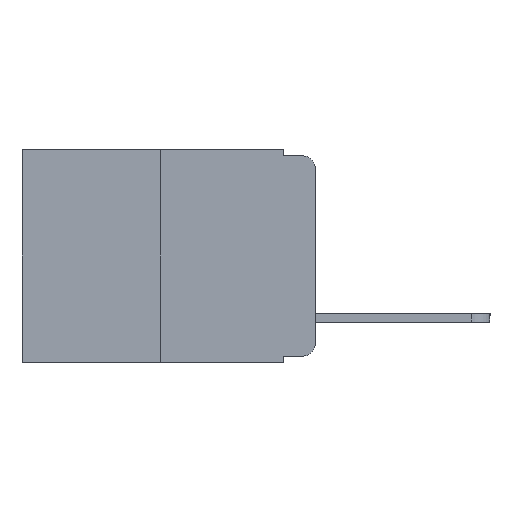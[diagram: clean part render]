
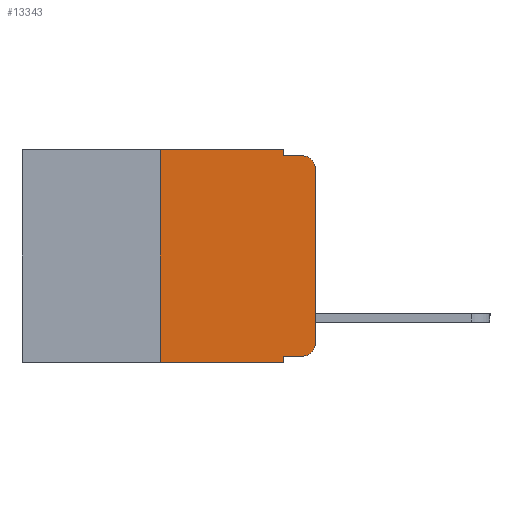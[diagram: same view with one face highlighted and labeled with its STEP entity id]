
A CAD part, left-side view. The second image highlights one B-rep face of the part: STEP entity #13343.
In plain terms, the highlighted planar face has unit normal (-1, 0, 0).
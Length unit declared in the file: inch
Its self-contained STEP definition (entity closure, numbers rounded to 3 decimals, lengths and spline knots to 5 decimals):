
#116 = DIRECTION ( 'NONE',  ( 0., -1., 0. ) ) ;
#207 = VERTEX_POINT ( 'NONE', #10689 ) ;
#230 = CARTESIAN_POINT ( 'NONE',  ( 0., 0., 0. ) ) ;
#489 = DIRECTION ( 'NONE',  ( 0., 0., -1. ) ) ;
#579 = VECTOR ( 'NONE', #12375, 39.37008 ) ;
#701 = VERTEX_POINT ( 'NONE', #5726 ) ;
#1232 = CARTESIAN_POINT ( 'NONE',  ( 0., 0.051, 0. ) ) ;
#1429 = DIRECTION ( 'NONE',  ( 1., 0., 0. ) ) ;
#1849 = CARTESIAN_POINT ( 'NONE',  ( 0., 0.25, 0. ) ) ;
#1943 = EDGE_CURVE ( 'NONE', #5229, #8492, #3909, .T. ) ;
#2066 = CARTESIAN_POINT ( 'NONE',  ( 0., 0.02, -0.333 ) ) ;
#2124 = LINE ( 'NONE', #1232, #13951 ) ;
#2405 = DIRECTION ( 'NONE',  ( 0., 0., 1. ) ) ;
#2538 = DIRECTION ( 'NONE',  ( -1., 0., 0. ) ) ;
#2574 = CARTESIAN_POINT ( 'NONE',  ( 0., 0.02, -0.03 ) ) ;
#2602 = DIRECTION ( 'NONE',  ( 0., 0., -1. ) ) ;
#2773 = VECTOR ( 'NONE', #2405, 39.37008 ) ;
#2942 = DIRECTION ( 'NONE',  ( 0., -1., 0. ) ) ;
#3044 = DIRECTION ( 'NONE',  ( -1., 0., 0. ) ) ;
#3318 = VERTEX_POINT ( 'NONE', #2066 ) ;
#3860 = ORIENTED_EDGE ( 'NONE', *, *, #1943, .F. ) ;
#3909 = LINE ( 'NONE', #7863, #12753 ) ;
#3964 = VERTEX_POINT ( 'NONE', #10174 ) ;
#4204 = ORIENTED_EDGE ( 'NONE', *, *, #7025, .F. ) ;
#4490 = CIRCLE ( 'NONE', #12360, 0.02 ) ;
#4522 = LINE ( 'NONE', #9063, #9744 ) ;
#5229 = VERTEX_POINT ( 'NONE', #13973 ) ;
#5325 = CARTESIAN_POINT ( 'NONE',  ( 0., 0., -0.313 ) ) ;
#5330 = LINE ( 'NONE', #8531, #10860 ) ;
#5603 = EDGE_LOOP ( 'NONE', ( #6313, #9491, #12699, #4204, #3860, #6968, #13508, #7633, #10569, #13885 ) ) ;
#5726 = CARTESIAN_POINT ( 'NONE',  ( 0., 0., -0.03 ) ) ;
#5743 = VERTEX_POINT ( 'NONE', #15074 ) ;
#6014 = CARTESIAN_POINT ( 'NONE',  ( 0., 0.25, -0.343 ) ) ;
#6038 = LINE ( 'NONE', #230, #2773 ) ;
#6224 = EDGE_CURVE ( 'NONE', #12631, #5743, #10118, .T. ) ;
#6313 = ORIENTED_EDGE ( 'NONE', *, *, #6856, .T. ) ;
#6856 = EDGE_CURVE ( 'NONE', #9725, #701, #6038, .T. ) ;
#6876 = EDGE_CURVE ( 'NONE', #701, #207, #14864, .T. ) ;
#6930 = EDGE_CURVE ( 'NONE', #11292, #207, #5330, .T. ) ;
#6968 = ORIENTED_EDGE ( 'NONE', *, *, #7221, .F. ) ;
#7025 = EDGE_CURVE ( 'NONE', #8492, #11292, #4522, .T. ) ;
#7221 = EDGE_CURVE ( 'NONE', #12631, #5229, #10662, .T. ) ;
#7536 = VECTOR ( 'NONE', #2942, 39.37008 ) ;
#7633 = ORIENTED_EDGE ( 'NONE', *, *, #7680, .F. ) ;
#7648 = CARTESIAN_POINT ( 'NONE',  ( 0., 0.051, -0.333 ) ) ;
#7680 = EDGE_CURVE ( 'NONE', #3964, #5743, #2124, .T. ) ;
#7863 = CARTESIAN_POINT ( 'NONE',  ( 0., 0.473, 0. ) ) ;
#7984 = EDGE_CURVE ( 'NONE', #3964, #3318, #10445, .T. ) ;
#8004 = EDGE_CURVE ( 'NONE', #3318, #9725, #4490, .T. ) ;
#8492 = VERTEX_POINT ( 'NONE', #15308 ) ;
#8531 = CARTESIAN_POINT ( 'NONE',  ( 0., 0.051, -0.01 ) ) ;
#8558 = CARTESIAN_POINT ( 'NONE',  ( 0., 0.473, 0. ) ) ;
#8758 = DIRECTION ( 'NONE',  ( 0., 0., -1. ) ) ;
#8918 = DIRECTION ( 'NONE',  ( 0., 0., 1. ) ) ;
#8988 = DIRECTION ( 'NONE',  ( 0., -1., 0. ) ) ;
#9063 = CARTESIAN_POINT ( 'NONE',  ( 0., 0.051, 0. ) ) ;
#9491 = ORIENTED_EDGE ( 'NONE', *, *, #6876, .T. ) ;
#9647 = DIRECTION ( 'NONE',  ( 0., 0., -1. ) ) ;
#9725 = VERTEX_POINT ( 'NONE', #5325 ) ;
#9744 = VECTOR ( 'NONE', #8758, 39.37008 ) ;
#9856 = CARTESIAN_POINT ( 'NONE',  ( 0., 0.02, -0.313 ) ) ;
#10118 = LINE ( 'NONE', #12681, #579 ) ;
#10174 = CARTESIAN_POINT ( 'NONE',  ( 0., 0.051, -0.333 ) ) ;
#10232 = CARTESIAN_POINT ( 'NONE',  ( 0., 0.051, -0.01 ) ) ;
#10259 = VECTOR ( 'NONE', #8918, 39.37008 ) ;
#10445 = LINE ( 'NONE', #7648, #7536 ) ;
#10569 = ORIENTED_EDGE ( 'NONE', *, *, #7984, .T. ) ;
#10662 = LINE ( 'NONE', #1849, #10259 ) ;
#10689 = CARTESIAN_POINT ( 'NONE',  ( 0., 0.02, -0.01 ) ) ;
#10860 = VECTOR ( 'NONE', #116, 39.37008 ) ;
#11028 = AXIS2_PLACEMENT_3D ( 'NONE', #2574, #2538, #489 ) ;
#11075 = DIRECTION ( 'NONE',  ( 0., 0., -1. ) ) ;
#11292 = VERTEX_POINT ( 'NONE', #10232 ) ;
#12360 = AXIS2_PLACEMENT_3D ( 'NONE', #9856, #3044, #11075 ) ;
#12375 = DIRECTION ( 'NONE',  ( 0., -1., 0. ) ) ;
#12557 = AXIS2_PLACEMENT_3D ( 'NONE', #8558, #1429, #9647 ) ;
#12631 = VERTEX_POINT ( 'NONE', #6014 ) ;
#12681 = CARTESIAN_POINT ( 'NONE',  ( 0., 0.473, -0.343 ) ) ;
#12699 = ORIENTED_EDGE ( 'NONE', *, *, #6930, .F. ) ;
#12753 = VECTOR ( 'NONE', #8988, 39.37008 ) ;
#13343 = ADVANCED_FACE ( 'NONE', ( #15260 ), #14511, .F. ) ;
#13508 = ORIENTED_EDGE ( 'NONE', *, *, #6224, .T. ) ;
#13885 = ORIENTED_EDGE ( 'NONE', *, *, #8004, .T. ) ;
#13951 = VECTOR ( 'NONE', #2602, 39.37008 ) ;
#13973 = CARTESIAN_POINT ( 'NONE',  ( 0., 0.25, 0. ) ) ;
#14511 = PLANE ( 'NONE',  #12557 ) ;
#14864 = CIRCLE ( 'NONE', #11028, 0.02 ) ;
#15074 = CARTESIAN_POINT ( 'NONE',  ( 0., 0.051, -0.343 ) ) ;
#15260 = FACE_OUTER_BOUND ( 'NONE', #5603, .T. ) ;
#15308 = CARTESIAN_POINT ( 'NONE',  ( 0., 0.051, 0. ) ) ;
